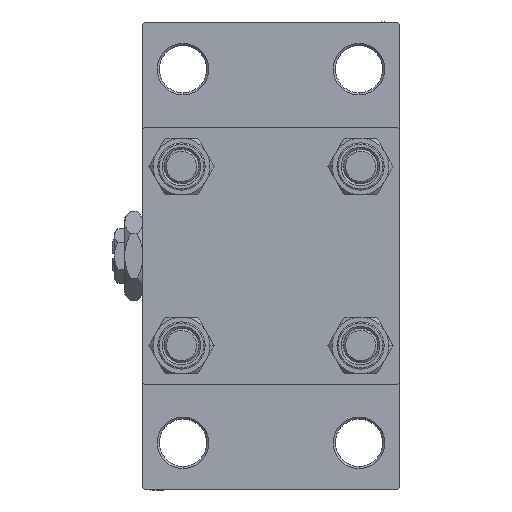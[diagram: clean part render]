
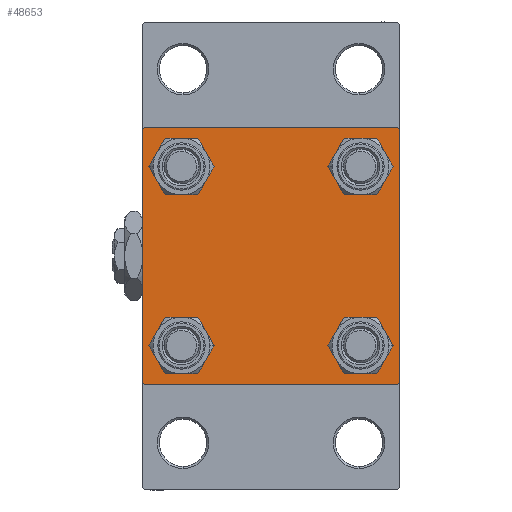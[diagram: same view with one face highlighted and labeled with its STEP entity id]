
A CAD part, left-side view. The second image highlights one B-rep face of the part: STEP entity #48653.
In plain terms, the highlighted planar face has unit normal (-1, 0, 0).
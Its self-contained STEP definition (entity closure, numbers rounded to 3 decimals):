
#53 = LINE ( 'NONE', #42208, #32148 ) ;
#1455 = VECTOR ( 'NONE', #48765, 1000. ) ;
#1502 = DIRECTION ( 'NONE',  ( 1., 0., 0. ) ) ;
#1521 = DIRECTION ( 'NONE',  ( -1., 0., 0. ) ) ;
#1745 = DIRECTION ( 'NONE',  ( 0., 0., 1. ) ) ;
#1829 = VECTOR ( 'NONE', #41184, 1000. ) ;
#1901 = ORIENTED_EDGE ( 'NONE', *, *, #27472, .T. ) ;
#2019 = AXIS2_PLACEMENT_3D ( 'NONE', #36122, #1502, #1745 ) ;
#2458 = ORIENTED_EDGE ( 'NONE', *, *, #40531, .T. ) ;
#2613 = LINE ( 'NONE', #41008, #1455 ) ;
#3138 = EDGE_LOOP ( 'NONE', ( #42843, #32924 ) ) ;
#3158 = EDGE_CURVE ( 'NONE', #35354, #27129, #12396, .T. ) ;
#3331 = CARTESIAN_POINT ( 'NONE',  ( 0., 20.85, 20.85 ) ) ;
#4482 = CARTESIAN_POINT ( 'NONE',  ( 0., -20.85, 25.35 ) ) ;
#4563 = LINE ( 'NONE', #38706, #20395 ) ;
#5269 = FACE_BOUND ( 'NONE', #18380, .T. ) ;
#5301 = CIRCLE ( 'NONE', #14128, 4.5 ) ;
#5873 = CARTESIAN_POINT ( 'NONE',  ( 0., -30., 29.5 ) ) ;
#5953 = EDGE_CURVE ( 'NONE', #46390, #32514, #45761, .T. ) ;
#6134 = EDGE_CURVE ( 'NONE', #34733, #46390, #37444, .T. ) ;
#6429 = ORIENTED_EDGE ( 'NONE', *, *, #13933, .T. ) ;
#6696 = AXIS2_PLACEMENT_3D ( 'NONE', #3331, #44742, #18857 ) ;
#7054 = CARTESIAN_POINT ( 'NONE',  ( 0., -29.5, 30. ) ) ;
#7365 = EDGE_CURVE ( 'NONE', #27129, #35354, #22714, .T. ) ;
#7779 = CARTESIAN_POINT ( 'NONE',  ( 0., -20.85, -20.85 ) ) ;
#7917 = CARTESIAN_POINT ( 'NONE',  ( 0., -29.5, -30. ) ) ;
#9543 = CARTESIAN_POINT ( 'NONE',  ( 0., 0., 0. ) ) ;
#9784 = FACE_BOUND ( 'NONE', #30305, .T. ) ;
#10139 = DIRECTION ( 'NONE',  ( 0., 0., 1. ) ) ;
#11075 = CARTESIAN_POINT ( 'NONE',  ( 0., 29.5, 30. ) ) ;
#11182 = DIRECTION ( 'NONE',  ( 0., 0.707, 0.707 ) ) ;
#11240 = ORIENTED_EDGE ( 'NONE', *, *, #3158, .T. ) ;
#11829 = DIRECTION ( 'NONE',  ( 1., 0., 0. ) ) ;
#12076 = DIRECTION ( 'NONE',  ( 0., 0., 1. ) ) ;
#12237 = ORIENTED_EDGE ( 'NONE', *, *, #19608, .T. ) ;
#12260 = EDGE_LOOP ( 'NONE', ( #16734, #40725, #43603, #29064, #40377, #6429, #47482, #12237 ) ) ;
#12396 = CIRCLE ( 'NONE', #2019, 4.5 ) ;
#12879 = ORIENTED_EDGE ( 'NONE', *, *, #7365, .T. ) ;
#13933 = EDGE_CURVE ( 'NONE', #46530, #16853, #49304, .T. ) ;
#14128 = AXIS2_PLACEMENT_3D ( 'NONE', #47226, #20377, #43724 ) ;
#14327 = CARTESIAN_POINT ( 'NONE',  ( 0., 30., 30. ) ) ;
#14353 = CIRCLE ( 'NONE', #49622, 4.5 ) ;
#14411 = EDGE_CURVE ( 'NONE', #39491, #34733, #4563, .T. ) ;
#15263 = VERTEX_POINT ( 'NONE', #15913 ) ;
#15625 = CARTESIAN_POINT ( 'NONE',  ( 0., 30., -29.5 ) ) ;
#15788 = EDGE_CURVE ( 'NONE', #24442, #27807, #30924, .T. ) ;
#15913 = CARTESIAN_POINT ( 'NONE',  ( 0., 20.85, -25.35 ) ) ;
#16209 = CARTESIAN_POINT ( 'NONE',  ( 0., 20.85, -16.35 ) ) ;
#16481 = CIRCLE ( 'NONE', #38979, 4.5 ) ;
#16590 = VERTEX_POINT ( 'NONE', #42237 ) ;
#16734 = ORIENTED_EDGE ( 'NONE', *, *, #30964, .T. ) ;
#16782 = VERTEX_POINT ( 'NONE', #11075 ) ;
#16810 = DIRECTION ( 'NONE',  ( 0., 0., 1. ) ) ;
#16853 = VERTEX_POINT ( 'NONE', #7054 ) ;
#17285 = EDGE_CURVE ( 'NONE', #15263, #35046, #16481, .T. ) ;
#17555 = PLANE ( 'NONE',  #47168 ) ;
#18095 = CARTESIAN_POINT ( 'NONE',  ( 0., 30., 29.5 ) ) ;
#18380 = EDGE_LOOP ( 'NONE', ( #1901, #45453 ) ) ;
#18857 = DIRECTION ( 'NONE',  ( 0., 0., 1. ) ) ;
#19608 = EDGE_CURVE ( 'NONE', #16782, #38079, #47197, .T. ) ;
#19624 = DIRECTION ( 'NONE',  ( 0., -0.707, 0.707 ) ) ;
#19760 = EDGE_CURVE ( 'NONE', #16782, #16853, #33406, .T. ) ;
#20377 = DIRECTION ( 'NONE',  ( 1., 0., 0. ) ) ;
#20395 = VECTOR ( 'NONE', #34446, 1000. ) ;
#20572 = FACE_BOUND ( 'NONE', #3138, .T. ) ;
#20597 = VECTOR ( 'NONE', #22365, 1000. ) ;
#20708 = EDGE_CURVE ( 'NONE', #46530, #32514, #2613, .T. ) ;
#20722 = CARTESIAN_POINT ( 'NONE',  ( 0., -30., -29.5 ) ) ;
#21366 = CARTESIAN_POINT ( 'NONE',  ( 0., 30., -30. ) ) ;
#21697 = CARTESIAN_POINT ( 'NONE',  ( 0., -20.85, -16.35 ) ) ;
#22365 = DIRECTION ( 'NONE',  ( 0., -1., 0. ) ) ;
#22641 = DIRECTION ( 'NONE',  ( 0., 0., -1. ) ) ;
#22714 = CIRCLE ( 'NONE', #6696, 4.5 ) ;
#23635 = EDGE_LOOP ( 'NONE', ( #12879, #11240 ) ) ;
#23817 = CARTESIAN_POINT ( 'NONE',  ( 0., 29.5, -30. ) ) ;
#23993 = EDGE_CURVE ( 'NONE', #35046, #15263, #47070, .T. ) ;
#24442 = VERTEX_POINT ( 'NONE', #24725 ) ;
#24725 = CARTESIAN_POINT ( 'NONE',  ( 0., -20.85, 16.35 ) ) ;
#25078 = DIRECTION ( 'NONE',  ( 0., 0., 1. ) ) ;
#26113 = VERTEX_POINT ( 'NONE', #21697 ) ;
#26658 = CARTESIAN_POINT ( 'NONE',  ( 0., -20.85, 20.85 ) ) ;
#27129 = VERTEX_POINT ( 'NONE', #31706 ) ;
#27472 = EDGE_CURVE ( 'NONE', #27807, #24442, #14353, .T. ) ;
#27616 = VECTOR ( 'NONE', #11182, 1000. ) ;
#27807 = VERTEX_POINT ( 'NONE', #4482 ) ;
#28599 = CARTESIAN_POINT ( 'NONE',  ( 0., 20.85, -20.85 ) ) ;
#28957 = DIRECTION ( 'NONE',  ( 0., 0., 1. ) ) ;
#29064 = ORIENTED_EDGE ( 'NONE', *, *, #5953, .T. ) ;
#29217 = CARTESIAN_POINT ( 'NONE',  ( 0., 20.85, -20.85 ) ) ;
#30305 = EDGE_LOOP ( 'NONE', ( #36261, #2458 ) ) ;
#30734 = CIRCLE ( 'NONE', #41147, 4.5 ) ;
#30924 = CIRCLE ( 'NONE', #42131, 4.5 ) ;
#30964 = EDGE_CURVE ( 'NONE', #38079, #39491, #53, .T. ) ;
#31706 = CARTESIAN_POINT ( 'NONE',  ( 0., 20.85, 25.35 ) ) ;
#31909 = CARTESIAN_POINT ( 'NONE',  ( 0., 29.75, 29.75 ) ) ;
#32148 = VECTOR ( 'NONE', #22641, 1000. ) ;
#32514 = VERTEX_POINT ( 'NONE', #20722 ) ;
#32924 = ORIENTED_EDGE ( 'NONE', *, *, #17285, .T. ) ;
#33033 = EDGE_CURVE ( 'NONE', #26113, #16590, #30734, .T. ) ;
#33406 = LINE ( 'NONE', #14327, #20597 ) ;
#34018 = CARTESIAN_POINT ( 'NONE',  ( 0., -29.75, 29.75 ) ) ;
#34446 = DIRECTION ( 'NONE',  ( 0., -0.707, -0.707 ) ) ;
#34733 = VERTEX_POINT ( 'NONE', #23817 ) ;
#35046 = VERTEX_POINT ( 'NONE', #16209 ) ;
#35354 = VERTEX_POINT ( 'NONE', #38289 ) ;
#35711 = VECTOR ( 'NONE', #19624, 1000. ) ;
#35895 = FACE_BOUND ( 'NONE', #23635, .T. ) ;
#36122 = CARTESIAN_POINT ( 'NONE',  ( 0., 20.85, 20.85 ) ) ;
#36165 = DIRECTION ( 'NONE',  ( 0., 0.707, -0.707 ) ) ;
#36261 = ORIENTED_EDGE ( 'NONE', *, *, #33033, .T. ) ;
#36866 = CARTESIAN_POINT ( 'NONE',  ( 0., -20.85, 20.85 ) ) ;
#37108 = DIRECTION ( 'NONE',  ( 0., 0., 1. ) ) ;
#37444 = LINE ( 'NONE', #21366, #1829 ) ;
#38079 = VERTEX_POINT ( 'NONE', #18095 ) ;
#38289 = CARTESIAN_POINT ( 'NONE',  ( 0., 20.85, 16.35 ) ) ;
#38307 = VECTOR ( 'NONE', #36165, 1000. ) ;
#38706 = CARTESIAN_POINT ( 'NONE',  ( 0., 29.75, -29.75 ) ) ;
#38979 = AXIS2_PLACEMENT_3D ( 'NONE', #29217, #44528, #10139 ) ;
#39491 = VERTEX_POINT ( 'NONE', #15625 ) ;
#40377 = ORIENTED_EDGE ( 'NONE', *, *, #20708, .F. ) ;
#40531 = EDGE_CURVE ( 'NONE', #16590, #26113, #5301, .T. ) ;
#40725 = ORIENTED_EDGE ( 'NONE', *, *, #14411, .T. ) ;
#41008 = CARTESIAN_POINT ( 'NONE',  ( 0., -30., 30. ) ) ;
#41147 = AXIS2_PLACEMENT_3D ( 'NONE', #7779, #44265, #28957 ) ;
#41184 = DIRECTION ( 'NONE',  ( 0., -1., 0. ) ) ;
#42131 = AXIS2_PLACEMENT_3D ( 'NONE', #36866, #44139, #37108 ) ;
#42208 = CARTESIAN_POINT ( 'NONE',  ( 0., 30., 30. ) ) ;
#42237 = CARTESIAN_POINT ( 'NONE',  ( 0., -20.85, -25.35 ) ) ;
#42843 = ORIENTED_EDGE ( 'NONE', *, *, #23993, .T. ) ;
#43603 = ORIENTED_EDGE ( 'NONE', *, *, #6134, .T. ) ;
#43669 = FACE_OUTER_BOUND ( 'NONE', #12260, .T. ) ;
#43724 = DIRECTION ( 'NONE',  ( 0., 0., 1. ) ) ;
#43913 = DIRECTION ( 'NONE',  ( 1., 0., 0. ) ) ;
#44139 = DIRECTION ( 'NONE',  ( 1., 0., 0. ) ) ;
#44265 = DIRECTION ( 'NONE',  ( 1., 0., 0. ) ) ;
#44528 = DIRECTION ( 'NONE',  ( 1., 0., 0. ) ) ;
#44742 = DIRECTION ( 'NONE',  ( 1., 0., 0. ) ) ;
#45453 = ORIENTED_EDGE ( 'NONE', *, *, #15788, .T. ) ;
#45761 = LINE ( 'NONE', #45991, #35711 ) ;
#45991 = CARTESIAN_POINT ( 'NONE',  ( 0., -29.75, -29.75 ) ) ;
#46390 = VERTEX_POINT ( 'NONE', #7917 ) ;
#46530 = VERTEX_POINT ( 'NONE', #5873 ) ;
#47070 = CIRCLE ( 'NONE', #47890, 4.5 ) ;
#47168 = AXIS2_PLACEMENT_3D ( 'NONE', #9543, #1521, #16810 ) ;
#47197 = LINE ( 'NONE', #31909, #38307 ) ;
#47226 = CARTESIAN_POINT ( 'NONE',  ( 0., -20.85, -20.85 ) ) ;
#47482 = ORIENTED_EDGE ( 'NONE', *, *, #19760, .F. ) ;
#47890 = AXIS2_PLACEMENT_3D ( 'NONE', #28599, #43913, #25078 ) ;
#48653 = ADVANCED_FACE ( 'NONE', ( #5269, #9784, #20572, #35895, #43669 ), #17555, .T. ) ;
#48765 = DIRECTION ( 'NONE',  ( 0., 0., -1. ) ) ;
#49304 = LINE ( 'NONE', #34018, #27616 ) ;
#49622 = AXIS2_PLACEMENT_3D ( 'NONE', #26658, #11829, #12076 ) ;
